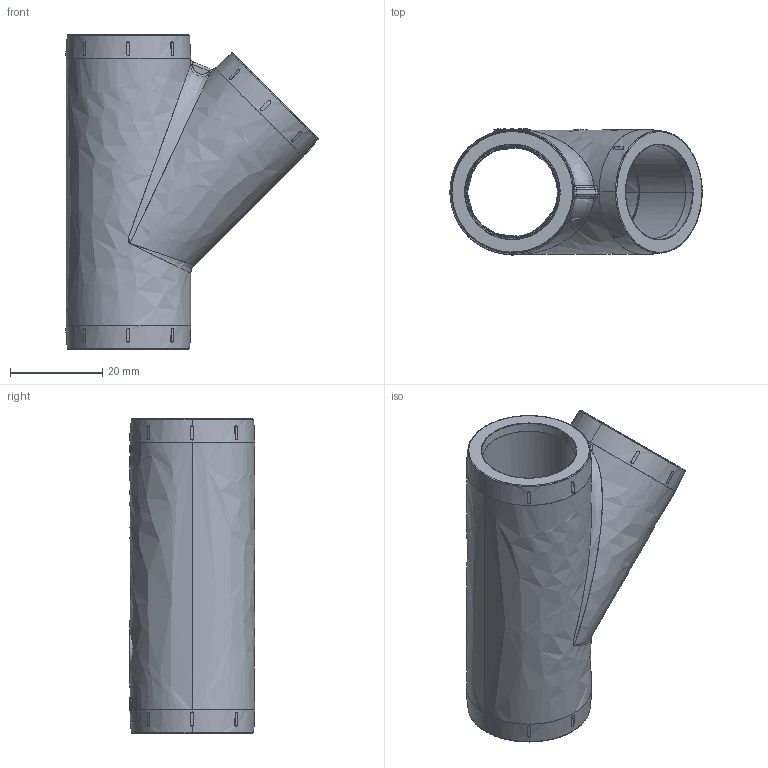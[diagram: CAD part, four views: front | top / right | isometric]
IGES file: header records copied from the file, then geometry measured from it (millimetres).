
Start section: SolidWorks IGES file using NURBS representation for surfaces
Global section: file name: 01 05 1344 020.IGS; native system: SolidWorks 2017; preprocessor: SolidWorks 2017; author: Rui Gomes; date: 170707.160822; units: millimetre
Bounding box: 54.66 x 27.25 x 68 mm (x, y, z)
Surface area: 14117.1 mm2 (no closed solid volume)
Topology: 0 solids, 0 shells, 747 faces, 7487 edges, 7481 vertices
Faces by surface type: bspline 747
